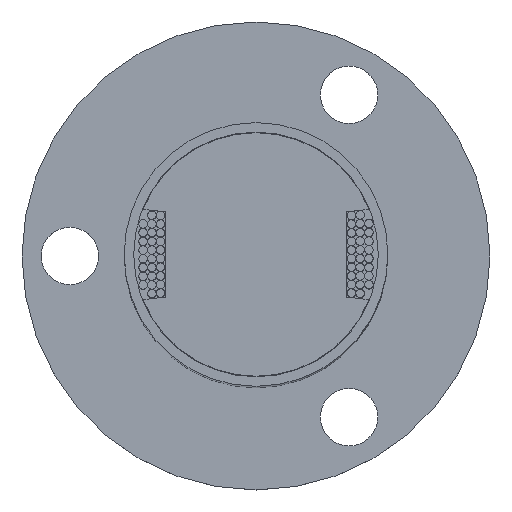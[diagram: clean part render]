
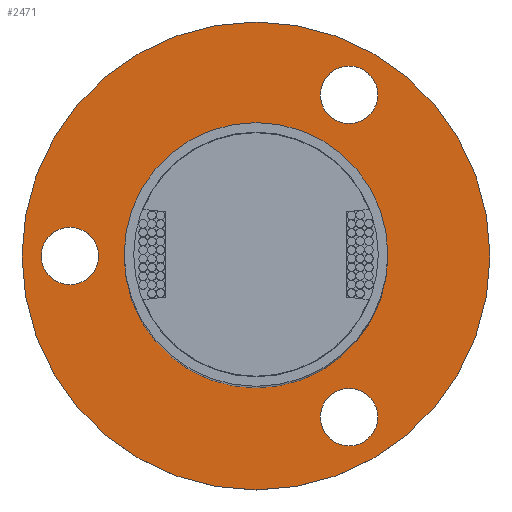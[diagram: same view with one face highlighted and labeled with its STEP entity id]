
A CAD part, top view. The second image highlights one B-rep face of the part: STEP entity #2471.
In plain terms, the highlighted planar face has unit normal (0, 0, 1).
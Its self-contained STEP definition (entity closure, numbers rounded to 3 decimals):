
#28 = VERTEX_POINT ( 'NONE', #2659 ) ;
#149 = AXIS2_PLACEMENT_3D ( 'NONE', #7244, #3232, #7891 ) ;
#285 = DIRECTION ( 'NONE',  ( -1., 0., 0. ) ) ;
#299 = CARTESIAN_POINT ( 'NONE',  ( 12.4, 0., 12. ) ) ;
#371 = DIRECTION ( 'NONE',  ( 0., 0., 1. ) ) ;
#508 = VERTEX_POINT ( 'NONE', #2856 ) ;
#540 = FACE_BOUND ( 'NONE', #2826, .T. ) ;
#557 = ORIENTED_EDGE ( 'NONE', *, *, #2989, .F. ) ;
#559 = EDGE_CURVE ( 'NONE', #7444, #3640, #1000, .T. ) ;
#586 = ORIENTED_EDGE ( 'NONE', *, *, #1688, .T. ) ;
#652 = CIRCLE ( 'NONE', #5362, 12.4 ) ;
#864 = DIRECTION ( 'NONE',  ( 0., 0., 1. ) ) ;
#959 = CIRCLE ( 'NONE', #149, 2.7 ) ;
#993 = VERTEX_POINT ( 'NONE', #7876 ) ;
#995 = PLANE ( 'NONE',  #2454 ) ;
#1000 = CIRCLE ( 'NONE', #7237, 2.7 ) ;
#1126 = CIRCLE ( 'NONE', #6730, 22. ) ;
#1138 = DIRECTION ( 'NONE',  ( 0., 0., -1. ) ) ;
#1263 = ORIENTED_EDGE ( 'NONE', *, *, #8612, .F. ) ;
#1315 = EDGE_LOOP ( 'NONE', ( #7219, #586 ) ) ;
#1662 = AXIS2_PLACEMENT_3D ( 'NONE', #2104, #6778, #2788 ) ;
#1688 = EDGE_CURVE ( 'NONE', #2465, #993, #652, .T. ) ;
#1990 = DIRECTION ( 'NONE',  ( 0., 0., -1. ) ) ;
#2001 = ORIENTED_EDGE ( 'NONE', *, *, #559, .F. ) ;
#2104 = CARTESIAN_POINT ( 'NONE',  ( 0., 0., 12. ) ) ;
#2107 = DIRECTION ( 'NONE',  ( 0., 0., 1. ) ) ;
#2117 = FACE_BOUND ( 'NONE', #2370, .T. ) ;
#2250 = EDGE_CURVE ( 'NONE', #3640, #7444, #3593, .T. ) ;
#2330 = CARTESIAN_POINT ( 'NONE',  ( 6.05, 15.155, 12. ) ) ;
#2349 = DIRECTION ( 'NONE',  ( 0., 0., -1. ) ) ;
#2370 = EDGE_LOOP ( 'NONE', ( #3777, #1263 ) ) ;
#2442 = CARTESIAN_POINT ( 'NONE',  ( 6.05, -15.155, 12. ) ) ;
#2454 = AXIS2_PLACEMENT_3D ( 'NONE', #5694, #2349, #7022 ) ;
#2465 = VERTEX_POINT ( 'NONE', #299 ) ;
#2471 = ADVANCED_FACE ( 'NONE', ( #7242, #540, #2117, #5472, #3681 ), #995, .F. ) ;
#2659 = CARTESIAN_POINT ( 'NONE',  ( -22., 0., 12. ) ) ;
#2788 = DIRECTION ( 'NONE',  ( -1., 0., 0. ) ) ;
#2826 = EDGE_LOOP ( 'NONE', ( #2001, #4208 ) ) ;
#2856 = CARTESIAN_POINT ( 'NONE',  ( 11.45, 15.155, 12. ) ) ;
#2866 = EDGE_CURVE ( 'NONE', #6628, #4046, #3772, .T. ) ;
#2989 = EDGE_CURVE ( 'NONE', #6384, #508, #959, .T. ) ;
#3232 = DIRECTION ( 'NONE',  ( 0., 0., 1. ) ) ;
#3561 = DIRECTION ( 'NONE',  ( 0., 0., 1. ) ) ;
#3593 = CIRCLE ( 'NONE', #7265, 2.7 ) ;
#3640 = VERTEX_POINT ( 'NONE', #5575 ) ;
#3681 = FACE_BOUND ( 'NONE', #1315, .T. ) ;
#3772 = CIRCLE ( 'NONE', #4809, 2.7 ) ;
#3777 = ORIENTED_EDGE ( 'NONE', *, *, #2866, .F. ) ;
#3905 = CARTESIAN_POINT ( 'NONE',  ( 0., 0., 12. ) ) ;
#4046 = VERTEX_POINT ( 'NONE', #5405 ) ;
#4208 = ORIENTED_EDGE ( 'NONE', *, *, #2250, .F. ) ;
#4229 = AXIS2_PLACEMENT_3D ( 'NONE', #3905, #8579, #4593 ) ;
#4269 = CARTESIAN_POINT ( 'NONE',  ( 22., 0., 12. ) ) ;
#4292 = DIRECTION ( 'NONE',  ( 0., 0., 1. ) ) ;
#4376 = VERTEX_POINT ( 'NONE', #4269 ) ;
#4377 = CARTESIAN_POINT ( 'NONE',  ( -17.5, 0., 12. ) ) ;
#4593 = DIRECTION ( 'NONE',  ( -1., 0., 0. ) ) ;
#4809 = AXIS2_PLACEMENT_3D ( 'NONE', #4377, #371, #5053 ) ;
#4881 = CARTESIAN_POINT ( 'NONE',  ( -17.5, 0., 12. ) ) ;
#4938 = CIRCLE ( 'NONE', #7941, 2.7 ) ;
#5030 = CIRCLE ( 'NONE', #4229, 12.4 ) ;
#5034 = AXIS2_PLACEMENT_3D ( 'NONE', #4881, #864, #5566 ) ;
#5053 = DIRECTION ( 'NONE',  ( -1., 0., 0. ) ) ;
#5158 = CARTESIAN_POINT ( 'NONE',  ( 0., 0., 12. ) ) ;
#5237 = ORIENTED_EDGE ( 'NONE', *, *, #7618, .F. ) ;
#5247 = ORIENTED_EDGE ( 'NONE', *, *, #7714, .F. ) ;
#5362 = AXIS2_PLACEMENT_3D ( 'NONE', #5158, #1138, #5843 ) ;
#5405 = CARTESIAN_POINT ( 'NONE',  ( -14.8, 0., 12. ) ) ;
#5472 = FACE_OUTER_BOUND ( 'NONE', #5767, .T. ) ;
#5566 = DIRECTION ( 'NONE',  ( -1., 0., 0. ) ) ;
#5575 = CARTESIAN_POINT ( 'NONE',  ( 11.45, -15.155, 12. ) ) ;
#5694 = CARTESIAN_POINT ( 'NONE',  ( 0., 0., 12. ) ) ;
#5767 = EDGE_LOOP ( 'NONE', ( #5247, #5237 ) ) ;
#5843 = DIRECTION ( 'NONE',  ( -1., 0., 0. ) ) ;
#6004 = CARTESIAN_POINT ( 'NONE',  ( 0., 0., 12. ) ) ;
#6126 = CARTESIAN_POINT ( 'NONE',  ( 8.75, 15.155, 12. ) ) ;
#6177 = EDGE_CURVE ( 'NONE', #508, #6384, #4938, .T. ) ;
#6384 = VERTEX_POINT ( 'NONE', #2330 ) ;
#6577 = ORIENTED_EDGE ( 'NONE', *, *, #6177, .F. ) ;
#6628 = VERTEX_POINT ( 'NONE', #7419 ) ;
#6656 = DIRECTION ( 'NONE',  ( -1., 0., 0. ) ) ;
#6730 = AXIS2_PLACEMENT_3D ( 'NONE', #6004, #1990, #6656 ) ;
#6778 = DIRECTION ( 'NONE',  ( 0., 0., -1. ) ) ;
#6780 = DIRECTION ( 'NONE',  ( -1., 0., 0. ) ) ;
#6794 = EDGE_LOOP ( 'NONE', ( #557, #6577 ) ) ;
#7022 = DIRECTION ( 'NONE',  ( -1., 0., 0. ) ) ;
#7219 = ORIENTED_EDGE ( 'NONE', *, *, #7380, .T. ) ;
#7237 = AXIS2_PLACEMENT_3D ( 'NONE', #8281, #4292, #285 ) ;
#7242 = FACE_BOUND ( 'NONE', #6794, .T. ) ;
#7244 = CARTESIAN_POINT ( 'NONE',  ( 8.75, 15.155, 12. ) ) ;
#7265 = AXIS2_PLACEMENT_3D ( 'NONE', #7556, #3561, #8238 ) ;
#7380 = EDGE_CURVE ( 'NONE', #993, #2465, #5030, .T. ) ;
#7399 = CIRCLE ( 'NONE', #1662, 22. ) ;
#7419 = CARTESIAN_POINT ( 'NONE',  ( -20.2, 0., 12. ) ) ;
#7444 = VERTEX_POINT ( 'NONE', #2442 ) ;
#7556 = CARTESIAN_POINT ( 'NONE',  ( 8.75, -15.155, 12. ) ) ;
#7618 = EDGE_CURVE ( 'NONE', #4376, #28, #1126, .T. ) ;
#7714 = EDGE_CURVE ( 'NONE', #28, #4376, #7399, .T. ) ;
#7876 = CARTESIAN_POINT ( 'NONE',  ( -12.4, 0., 12. ) ) ;
#7891 = DIRECTION ( 'NONE',  ( -1., 0., 0. ) ) ;
#7941 = AXIS2_PLACEMENT_3D ( 'NONE', #6126, #2107, #6780 ) ;
#8238 = DIRECTION ( 'NONE',  ( -1., 0., 0. ) ) ;
#8281 = CARTESIAN_POINT ( 'NONE',  ( 8.75, -15.155, 12. ) ) ;
#8579 = DIRECTION ( 'NONE',  ( 0., 0., -1. ) ) ;
#8598 = CIRCLE ( 'NONE', #5034, 2.7 ) ;
#8612 = EDGE_CURVE ( 'NONE', #4046, #6628, #8598, .T. ) ;
